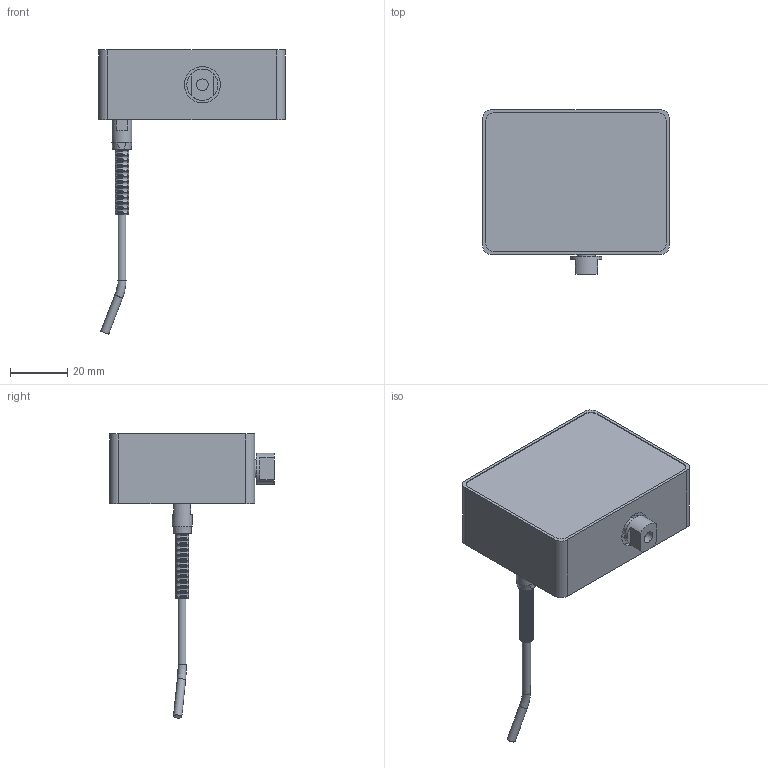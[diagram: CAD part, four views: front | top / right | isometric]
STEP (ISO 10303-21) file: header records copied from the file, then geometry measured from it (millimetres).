
FILE_DESCRIPTION((''),'2;1');
FILE_NAME('LRF400 Cable.stp','2010-09-24T13:35:06',('thomasl'),(''),'Autodesk Inventor 2008','Autodesk Inventor 2008','');
FILE_SCHEMA(('AUTOMOTIVE_DESIGN { 1 0 10303 214 1 1 1 1 }'));
Length unit declared in the file: inch
Products named in the file (6): LRF400 Cable; $F1649-B; 137D1; 137D1A; 137D1B; 137D1C
Assembly tree (5 placements, depth 3):
  LRF400 Cable
    $F1649-B
      137D1
      137D1A
      137D1B
      137D1C
Bounding box: 65.41 x 57.66 x 99.55 mm (x, y, z)
Volume: 79901.8 mm3; surface area: 16418.8 mm2
Topology: 4 solids, 4 shells, 218 faces, 571 edges, 359 vertices
Faces by surface type: plane 80, bspline 60, cylinder 58, cone 16, torus 4
Full cylindrical faces by diameter (mm): 2.057 x1, 2.921 x2, 3.048 x1, 3.302 x1, 4.064 x1, 4.089 x5, 4.801 x1, 5.207 x1, 5.334 x1, 5.715 x1, 5.791 x1, 6.35 x1, 7.061 x1, 8.382 x2, 9.525 x1, 10.922 x1, 12.7 x1
Entity records: 10722 total; most frequent: CARTESIAN_POINT 5861, DIRECTION 966, ORIENTED_EDGE 900, EDGE_CURVE 450, AXIS2_PLACEMENT_3D 391, EDGE_LOOP 346, VERTEX_POINT 336, CIRCLE 222
